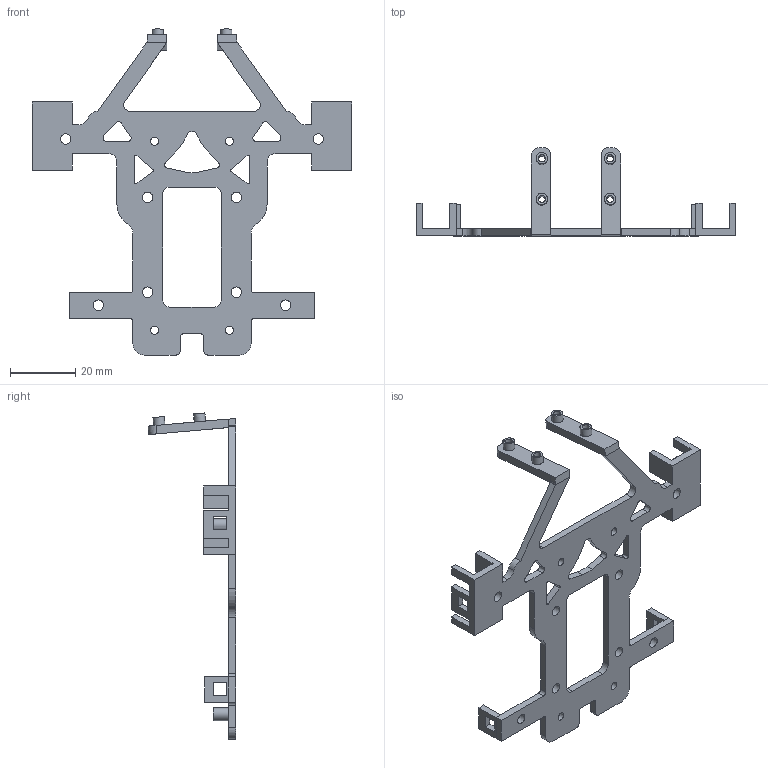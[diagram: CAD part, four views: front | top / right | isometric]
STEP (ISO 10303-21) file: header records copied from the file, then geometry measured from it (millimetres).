
FILE_DESCRIPTION(/* description */ (''),/* implementation_level */ '2;1');
FILE_NAME(/* name */ 'Bottom_Plate_V5_light.step',/* time_stamp */ '2025-10-11T21:32:44+08:00',/* author */ (''),/* organization */ (''),/* preprocessor_version */ 'ST-DEVELOPER v20.1',/* originating_system */ 'Autodesk Translation Framework v14.17.0.0',/* authorisation */ '');
FILE_SCHEMA (('AUTOMOTIVE_DESIGN { 1 0 10303 214 3 1 1 }'));
Length unit declared in the file: millimetre
Products named in the file (1): 2025-10-11-21-32-43-484
Bounding box: 98.11 x 26.97 x 100.1 mm (x, y, z)
Volume: 9350.7 mm3; surface area: 11726.6 mm2
Topology: 1 solids, 1 shells, 224 faces, 628 edges, 414 vertices
Faces by surface type: plane 147, cylinder 77
Full cylindrical faces by diameter (mm): 2.2 x4, 2.5 x4, 3.2 x8, 3.5 x4, 4 x4
Entity records: 7342 total; most frequent: CARTESIAN_POINT 1267, ORIENTED_EDGE 1256, DIRECTION 1236, EDGE_CURVE 628, LINE 470, VECTOR 470, VERTEX_POINT 414, AXIS2_PLACEMENT_3D 383
